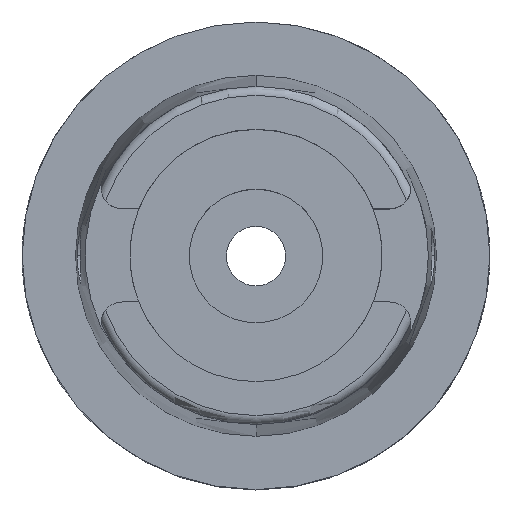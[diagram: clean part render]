
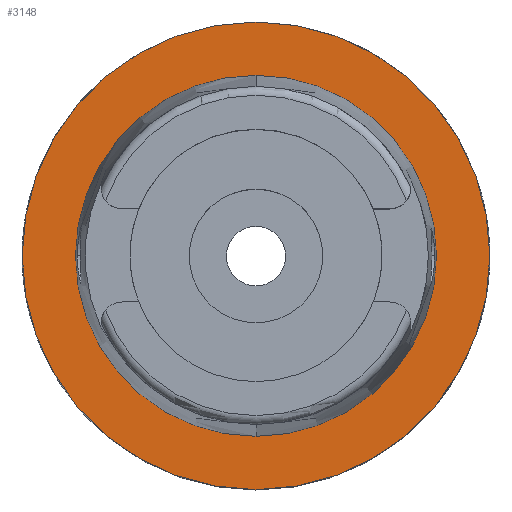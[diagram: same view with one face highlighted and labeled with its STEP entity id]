
A CAD part, top view. The second image highlights one B-rep face of the part: STEP entity #3148.
In plain terms, the highlighted planar face has unit normal (0, 0, 1).
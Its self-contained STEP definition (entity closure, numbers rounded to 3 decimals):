
#665=CARTESIAN_POINT('',(0.,0.,0.));
#666=DIRECTION('',(0.,0.,-1.));
#667=DIRECTION('',(0.,-1.,0.));
#668=AXIS2_PLACEMENT_3D('',#665,#666,#667);
#673=CARTESIAN_POINT('',(0.,0.,0.));
#674=DIRECTION('',(0.,0.,-1.));
#675=DIRECTION('',(0.,1.,0.));
#676=AXIS2_PLACEMENT_3D('',#673,#674,#675);
#681=CARTESIAN_POINT('',(0.,0.,0.));
#682=DIRECTION('',(0.,0.,1.));
#683=DIRECTION('',(0.,-1.,0.));
#684=AXIS2_PLACEMENT_3D('',#681,#682,#683);
#689=CARTESIAN_POINT('',(0.,0.,0.));
#690=DIRECTION('',(0.,0.,1.));
#691=DIRECTION('',(0.,1.,0.));
#692=AXIS2_PLACEMENT_3D('',#689,#690,#691);
#2468=CARTESIAN_POINT('',(0.,-24.315,0.));
#2469=VERTEX_POINT('',#2468);
#2470=CARTESIAN_POINT('',(0.,24.315,0.));
#2471=VERTEX_POINT('',#2470);
#2756=CARTESIAN_POINT('',(0.,31.5,0.));
#2757=VERTEX_POINT('',#2756);
#2758=CARTESIAN_POINT('',(0.,-31.5,0.));
#2759=VERTEX_POINT('',#2758);
#3133=CARTESIAN_POINT('',(0.,0.,0.));
#3134=DIRECTION('',(0.,0.,1.));
#3135=DIRECTION('',(0.,1.,0.));
#3136=AXIS2_PLACEMENT_3D('',#3133,#3134,#3135);
#3137=PLANE('',#3136);
#3139=ORIENTED_EDGE('',*,*,#3138,.T.);
#3141=ORIENTED_EDGE('',*,*,#3140,.T.);
#3142=EDGE_LOOP('',(#3139,#3141));
#3143=FACE_OUTER_BOUND('',#3142,.F.);
#3144=ORIENTED_EDGE('',*,*,#3091,.T.);
#3145=ORIENTED_EDGE('',*,*,#2880,.T.);
#3146=EDGE_LOOP('',(#3144,#3145));
#3147=FACE_BOUND('',#3146,.F.);
#669=CIRCLE('',#668,31.5);
#677=CIRCLE('',#676,31.5);
#685=CIRCLE('',#684,24.315);
#693=CIRCLE('',#692,24.315);
#2880=EDGE_CURVE('',#2471,#2469,#693,.T.);
#3091=EDGE_CURVE('',#2469,#2471,#685,.T.);
#3138=EDGE_CURVE('',#2759,#2757,#669,.T.);
#3140=EDGE_CURVE('',#2757,#2759,#677,.T.);
#3148=ADVANCED_FACE('',(#3143,#3147),#3137,.T.);
